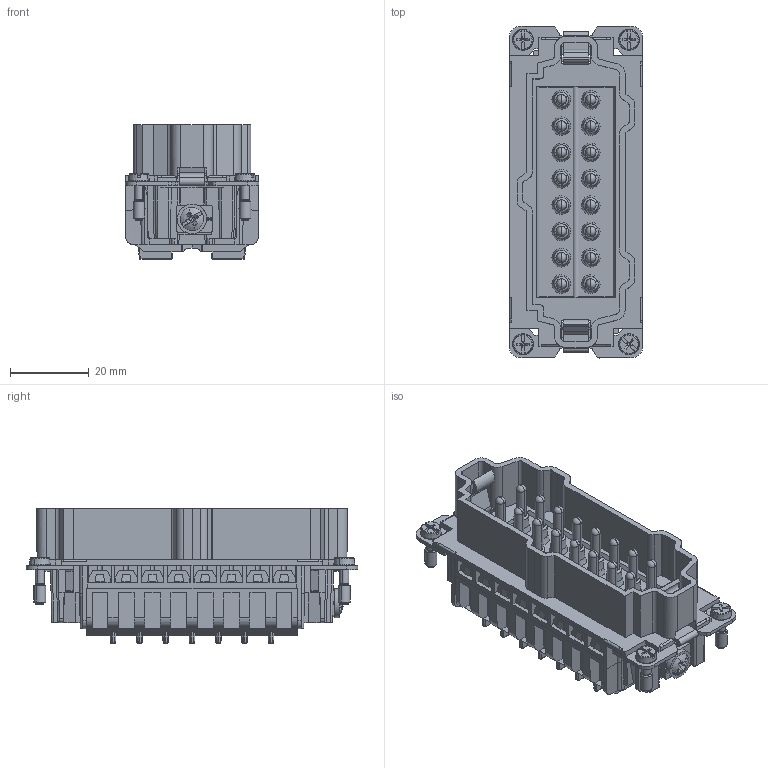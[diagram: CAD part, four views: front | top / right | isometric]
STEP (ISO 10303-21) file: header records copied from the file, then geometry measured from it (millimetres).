
FILE_DESCRIPTION(('CATIA V5 STEP Exchange','CAx-IF Rec.Pracs.--- Model Styling and Organization---1.5--- 2016-08-15','CAx-IF Rec.Pracs.---Supplemental Geometry---1.0---2011-11-01','CAx-IF Rec.Pracs.--- Composite Materials ---1.1---2010-07-15'),'2;1');
FILE_NAME ('D1458140_1', '2025-08-21T09:53:56+00:00', ('none'), ('Weidmueller'), 'CATIA Version 5-6 Release 2024 SP4', 'CATIA V5 STEP AP214 v3', 'none');
FILE_SCHEMA(('AUTOMOTIVE_DESIGN { 1 0 10303 214 1 1 1 1 }'));
Products named in the file (1): 1875800000
Bounding box: 34 x 84.5 x 34.25 mm (x, y, z)
Volume: 27728.2 mm3; surface area: 47193.4 mm2
Topology: 1 solids, 1 shells, 4726 faces, 14023 edges, 9241 vertices
Faces by surface type: plane 3094, cylinder 1147, cone 205, torus 160, bspline 72, sphere 38, extrusion 10
Entity records: 154223 total; most frequent: CARTESIAN_POINT 39010, ORIENTED_EDGE 27952, DIRECTION 17494, EDGE_CURVE 13976, VECTOR 9610, LINE 9600, VERTEX_POINT 9241, AXIS2_PLACEMENT_3D 5216
